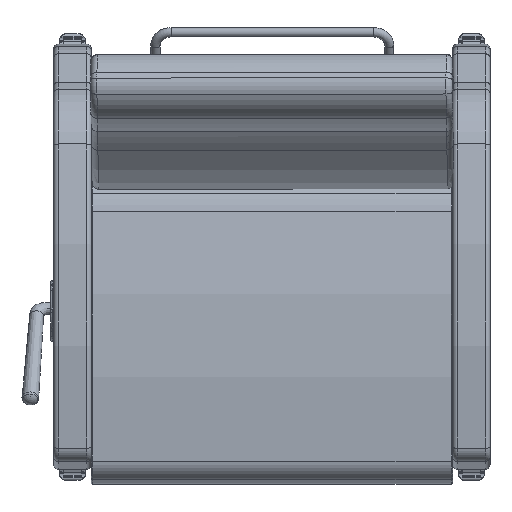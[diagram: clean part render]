
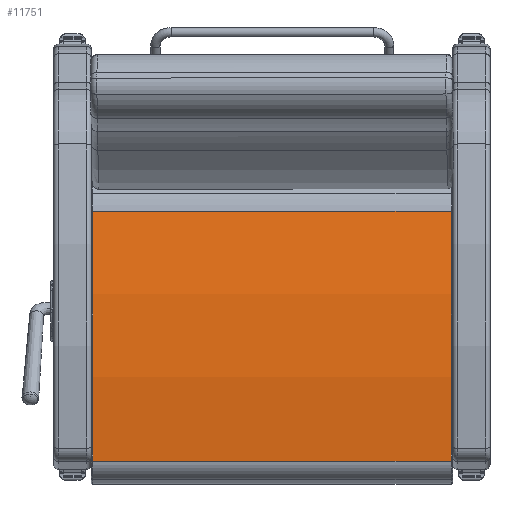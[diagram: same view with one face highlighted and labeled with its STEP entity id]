
A CAD part, front view. The second image highlights one B-rep face of the part: STEP entity #11751.
In plain terms, the highlighted free-form (B-spline) face has degree [3, 1] with [18, 2] control points.
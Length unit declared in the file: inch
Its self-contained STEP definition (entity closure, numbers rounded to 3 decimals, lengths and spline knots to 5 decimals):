
#560=ELLIPSE('',#13526,60.30357,60.25);
#562=ELLIPSE('',#13548,60.30357,60.25);
#584=B_SPLINE_SURFACE_WITH_KNOTS('',3,1,((#23344,#23345),(#23346,#23347),
(#23348,#23349),(#23350,#23351),(#23352,#23353),(#23354,#23355),(#23356,
#23357),(#23358,#23359),(#23360,#23361),(#23362,#23363),(#23364,#23365),
(#23366,#23367),(#23368,#23369),(#23370,#23371),(#23372,#23373),(#23374,
#23375),(#23376,#23377),(#23378,#23379)),.UNSPECIFIED.,.F.,.F.,.F.,(4,1,
1,1,1,1,1,1,1,1,1,1,1,1,1,4),(2,2),(-1.69612,-1.66826,
-1.6404,-1.62647,-1.59861,-1.58468,
-1.55682,-1.54289,-1.51503,-1.5011,-1.47324,
-1.45931,-1.43145,-1.41752,-1.38966,
-1.3618),(0.,110.49),.UNSPECIFIED.);
#1808=FACE_OUTER_BOUND('',#2638,.T.);
#2638=EDGE_LOOP('',(#10604,#10605,#10606,#10607));
#3351=LINE('',#23342,#4061);
#3352=LINE('',#23381,#4062);
#4061=VECTOR('',#17260,0.3937);
#4062=VECTOR('',#17263,0.3937);
#5809=VERTEX_POINT('',#22973);
#5810=VERTEX_POINT('',#22974);
#5829=VERTEX_POINT('',#23341);
#5830=VERTEX_POINT('',#23380);
#7399=EDGE_CURVE('',#5809,#5810,#560,.T.);
#7428=EDGE_CURVE('',#5829,#5810,#3351,.T.);
#7430=EDGE_CURVE('',#5830,#5809,#3352,.T.);
#7431=EDGE_CURVE('',#5829,#5830,#562,.T.);
#10604=ORIENTED_EDGE('',*,*,#7399,.F.);
#10605=ORIENTED_EDGE('',*,*,#7430,.F.);
#10606=ORIENTED_EDGE('',*,*,#7431,.F.);
#10607=ORIENTED_EDGE('',*,*,#7428,.T.);
#11751=ADVANCED_FACE('',(#1808),#584,.T.);
#13526=AXIS2_PLACEMENT_3D('',#22975,#17209,#17210);
#13548=AXIS2_PLACEMENT_3D('',#23382,#17264,#17265);
#17209=DIRECTION('center_axis',(0.,0.,
-1.));
#17210=DIRECTION('ref_axis',(1.,0.,0.));
#17260=DIRECTION('',(0.,0.,-1.));
#17263=DIRECTION('',(0.,0.,-1.));
#17264=DIRECTION('center_axis',(0.,0.,1.));
#17265=DIRECTION('ref_axis',(1.,0.,0.));
#22973=CARTESIAN_POINT('',(3.60935,-1.68389,0.124));
#22974=CARTESIAN_POINT('',(23.65848,-2.52291,0.124));
#22975=CARTESIAN_POINT('Origin',(11.14546,-61.46156,0.124));
#23341=CARTESIAN_POINT('',(23.65848,-2.52291,28.876));
#23342=CARTESIAN_POINT('',(23.65848,-2.52291,29.));
#23344=CARTESIAN_POINT('Ctrl Pts',(3.60935,-1.68389,29.));
#23345=CARTESIAN_POINT('Ctrl Pts',(3.60935,-1.68389,-14.5));
#23346=CARTESIAN_POINT('Ctrl Pts',(4.16497,-1.61396,29.));
#23347=CARTESIAN_POINT('Ctrl Pts',(4.16497,-1.61396,-14.5));
#23348=CARTESIAN_POINT('Ctrl Pts',(5.27817,-1.48959,29.));
#23349=CARTESIAN_POINT('Ctrl Pts',(5.27817,-1.48959,-14.5));
#23350=CARTESIAN_POINT('Ctrl Pts',(6.67346,-1.3729,29.));
#23351=CARTESIAN_POINT('Ctrl Pts',(6.67346,-1.3729,-14.5));
#23352=CARTESIAN_POINT('Ctrl Pts',(8.07078,-1.28537,29.));
#23353=CARTESIAN_POINT('Ctrl Pts',(8.07078,-1.28537,-14.5));
#23354=CARTESIAN_POINT('Ctrl Pts',(9.18994,-1.2387,29.));
#23355=CARTESIAN_POINT('Ctrl Pts',(9.18994,-1.2387,-14.5));
#23356=CARTESIAN_POINT('Ctrl Pts',(10.5897,-1.20957,29.));
#23357=CARTESIAN_POINT('Ctrl Pts',(10.5897,-1.20957,-14.5));
#23358=CARTESIAN_POINT('Ctrl Pts',(11.70984,-1.20965,29.));
#23359=CARTESIAN_POINT('Ctrl Pts',(11.70984,-1.20965,-14.5));
#23360=CARTESIAN_POINT('Ctrl Pts',(13.1096,-1.23898,29.));
#23361=CARTESIAN_POINT('Ctrl Pts',(13.1096,-1.23898,-14.5));
#23362=CARTESIAN_POINT('Ctrl Pts',(14.22875,-1.28581,29.));
#23363=CARTESIAN_POINT('Ctrl Pts',(14.22875,-1.28581,-14.5));
#23364=CARTESIAN_POINT('Ctrl Pts',(15.62606,-1.37354,29.));
#23365=CARTESIAN_POINT('Ctrl Pts',(15.62606,-1.37354,-14.5));
#23366=CARTESIAN_POINT('Ctrl Pts',(16.74228,-1.46705,29.));
#23367=CARTESIAN_POINT('Ctrl Pts',(16.74228,-1.46705,-14.5));
#23368=CARTESIAN_POINT('Ctrl Pts',(18.1347,-1.61302,29.));
#23369=CARTESIAN_POINT('Ctrl Pts',(18.1347,-1.61302,-14.5));
#23370=CARTESIAN_POINT('Ctrl Pts',(19.24603,-1.75304,29.));
#23371=CARTESIAN_POINT('Ctrl Pts',(19.24603,-1.75304,-14.5));
#23372=CARTESIAN_POINT('Ctrl Pts',(20.63114,-1.95701,29.));
#23373=CARTESIAN_POINT('Ctrl Pts',(20.63114,-1.95701,-14.5));
#23374=CARTESIAN_POINT('Ctrl Pts',(22.01177,-2.18986,29.));
#23375=CARTESIAN_POINT('Ctrl Pts',(22.01177,-2.18986,-14.5));
#23376=CARTESIAN_POINT('Ctrl Pts',(23.11066,-2.40681,29.));
#23377=CARTESIAN_POINT('Ctrl Pts',(23.11066,-2.40681,-14.5));
#23378=CARTESIAN_POINT('Ctrl Pts',(23.65848,-2.52291,29.));
#23379=CARTESIAN_POINT('Ctrl Pts',(23.65848,-2.52291,-14.5));
#23380=CARTESIAN_POINT('',(3.60935,-1.68389,28.876));
#23381=CARTESIAN_POINT('',(3.60935,-1.68389,29.));
#23382=CARTESIAN_POINT('Origin',(11.14546,-61.46156,28.876));
